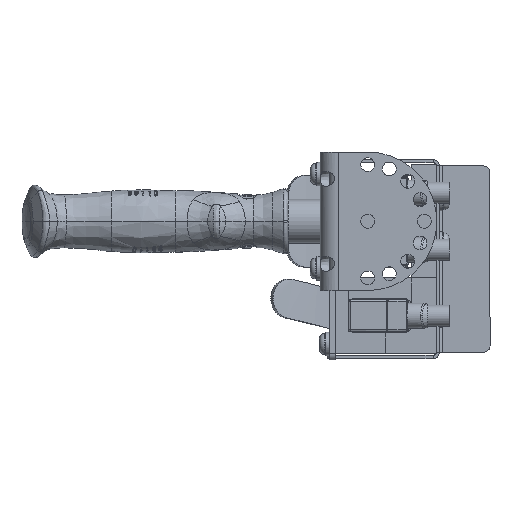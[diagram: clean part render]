
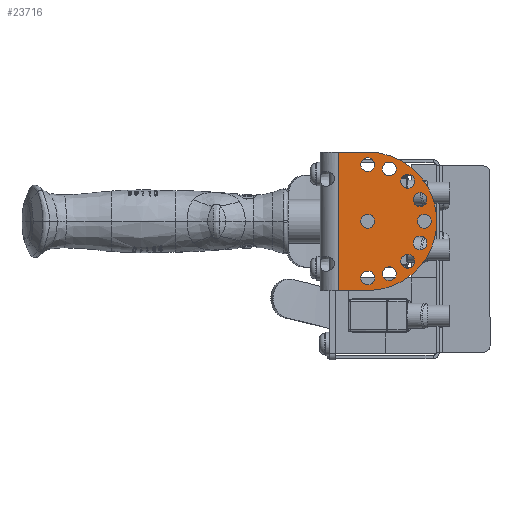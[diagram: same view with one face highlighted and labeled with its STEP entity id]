
A CAD part, front view. The second image highlights one B-rep face of the part: STEP entity #23716.
In plain terms, the highlighted planar face has unit normal (0, -1, 0).
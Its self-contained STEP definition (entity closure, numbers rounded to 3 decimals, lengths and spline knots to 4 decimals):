
#689=FACE_BOUND('',#4258,.T.);
#690=FACE_BOUND('',#4259,.T.);
#691=FACE_BOUND('',#4260,.T.);
#692=FACE_BOUND('',#4261,.T.);
#693=FACE_BOUND('',#4262,.T.);
#694=FACE_BOUND('',#4263,.T.);
#695=FACE_BOUND('',#4264,.T.);
#696=FACE_BOUND('',#4265,.T.);
#697=FACE_BOUND('',#4266,.T.);
#698=FACE_BOUND('',#4267,.T.);
#878=PLANE('',#25844);
#2883=FACE_OUTER_BOUND('',#4257,.T.);
#4257=EDGE_LOOP('',(#16176,#16177,#16178,#16179));
#4258=EDGE_LOOP('',(#16180));
#4259=EDGE_LOOP('',(#16181));
#4260=EDGE_LOOP('',(#16182));
#4261=EDGE_LOOP('',(#16183));
#4262=EDGE_LOOP('',(#16184));
#4263=EDGE_LOOP('',(#16185));
#4264=EDGE_LOOP('',(#16186));
#4265=EDGE_LOOP('',(#16187));
#4266=EDGE_LOOP('',(#16188));
#4267=EDGE_LOOP('',(#16189));
#5815=LINE('',#34289,#7322);
#5816=LINE('',#34291,#7323);
#5817=LINE('',#34292,#7324);
#7322=VECTOR('',#28194,0.2582);
#7323=VECTOR('',#28195,0.3937);
#7324=VECTOR('',#28196,0.2582);
#8807=CIRCLE('',#25793,0.1375);
#8810=CIRCLE('',#25797,0.1375);
#8813=CIRCLE('',#25801,0.1375);
#8816=CIRCLE('',#25805,0.1375);
#8819=CIRCLE('',#25809,0.1375);
#8822=CIRCLE('',#25813,0.1375);
#8825=CIRCLE('',#25817,0.1375);
#8828=CIRCLE('',#25821,0.1375);
#8831=CIRCLE('',#25825,0.1375);
#8834=CIRCLE('',#25829,0.1375);
#8840=CIRCLE('',#25842,1.375);
#9808=VERTEX_POINT('',#34178);
#9811=VERTEX_POINT('',#34186);
#9814=VERTEX_POINT('',#34194);
#9817=VERTEX_POINT('',#34202);
#9820=VERTEX_POINT('',#34210);
#9823=VERTEX_POINT('',#34218);
#9826=VERTEX_POINT('',#34226);
#9829=VERTEX_POINT('',#34234);
#9832=VERTEX_POINT('',#34242);
#9835=VERTEX_POINT('',#34250);
#9842=VERTEX_POINT('',#34279);
#9843=VERTEX_POINT('',#34280);
#9846=VERTEX_POINT('',#34288);
#9847=VERTEX_POINT('',#34290);
#12305=EDGE_CURVE('',#9808,#9808,#8807,.T.);
#12309=EDGE_CURVE('',#9811,#9811,#8810,.T.);
#12313=EDGE_CURVE('',#9814,#9814,#8813,.T.);
#12317=EDGE_CURVE('',#9817,#9817,#8816,.T.);
#12321=EDGE_CURVE('',#9820,#9820,#8819,.T.);
#12325=EDGE_CURVE('',#9823,#9823,#8822,.T.);
#12329=EDGE_CURVE('',#9826,#9826,#8825,.T.);
#12333=EDGE_CURVE('',#9829,#9829,#8828,.T.);
#12337=EDGE_CURVE('',#9832,#9832,#8831,.T.);
#12341=EDGE_CURVE('',#9835,#9835,#8834,.T.);
#12355=EDGE_CURVE('',#9842,#9843,#8840,.T.);
#12359=EDGE_CURVE('',#9846,#9843,#5815,.T.);
#12360=EDGE_CURVE('',#9846,#9847,#5816,.T.);
#12361=EDGE_CURVE('',#9847,#9842,#5817,.T.);
#16176=ORIENTED_EDGE('',*,*,#12355,.T.);
#16177=ORIENTED_EDGE('',*,*,#12359,.F.);
#16178=ORIENTED_EDGE('',*,*,#12360,.T.);
#16179=ORIENTED_EDGE('',*,*,#12361,.T.);
#16180=ORIENTED_EDGE('',*,*,#12305,.T.);
#16181=ORIENTED_EDGE('',*,*,#12309,.T.);
#16182=ORIENTED_EDGE('',*,*,#12313,.T.);
#16183=ORIENTED_EDGE('',*,*,#12317,.T.);
#16184=ORIENTED_EDGE('',*,*,#12321,.T.);
#16185=ORIENTED_EDGE('',*,*,#12325,.T.);
#16186=ORIENTED_EDGE('',*,*,#12329,.T.);
#16187=ORIENTED_EDGE('',*,*,#12333,.T.);
#16188=ORIENTED_EDGE('',*,*,#12337,.T.);
#16189=ORIENTED_EDGE('',*,*,#12341,.T.);
#23716=ADVANCED_FACE('',(#2883,#689,#690,#691,#692,#693,#694,#695,#696,
#697,#698),#878,.F.);
#25793=AXIS2_PLACEMENT_3D('',#34180,#28071,#28072);
#25797=AXIS2_PLACEMENT_3D('',#34188,#28080,#28081);
#25801=AXIS2_PLACEMENT_3D('',#34196,#28089,#28090);
#25805=AXIS2_PLACEMENT_3D('',#34204,#28098,#28099);
#25809=AXIS2_PLACEMENT_3D('',#34212,#28107,#28108);
#25813=AXIS2_PLACEMENT_3D('',#34220,#28116,#28117);
#25817=AXIS2_PLACEMENT_3D('',#34228,#28125,#28126);
#25821=AXIS2_PLACEMENT_3D('',#34236,#28134,#28135);
#25825=AXIS2_PLACEMENT_3D('',#34244,#28143,#28144);
#25829=AXIS2_PLACEMENT_3D('',#34252,#28152,#28153);
#25842=AXIS2_PLACEMENT_3D('',#34281,#28186,#28187);
#25844=AXIS2_PLACEMENT_3D('',#34287,#28192,#28193);
#28071=DIRECTION('center_axis',(0.,1.,0.));
#28072=DIRECTION('ref_axis',(1.,0.,0.));
#28080=DIRECTION('center_axis',(0.,1.,0.));
#28081=DIRECTION('ref_axis',(1.,0.,0.));
#28089=DIRECTION('center_axis',(0.,1.,0.));
#28090=DIRECTION('ref_axis',(1.,0.,0.));
#28098=DIRECTION('center_axis',(0.,1.,0.));
#28099=DIRECTION('ref_axis',(1.,0.,0.));
#28107=DIRECTION('center_axis',(0.,1.,0.));
#28108=DIRECTION('ref_axis',(1.,0.,0.));
#28116=DIRECTION('center_axis',(0.,1.,0.));
#28117=DIRECTION('ref_axis',(1.,0.,0.));
#28125=DIRECTION('center_axis',(0.,1.,0.));
#28126=DIRECTION('ref_axis',(1.,0.,0.));
#28134=DIRECTION('center_axis',(0.,1.,0.));
#28135=DIRECTION('ref_axis',(1.,0.,0.));
#28143=DIRECTION('center_axis',(0.,1.,0.));
#28144=DIRECTION('ref_axis',(1.,0.,0.));
#28152=DIRECTION('center_axis',(0.,1.,0.));
#28153=DIRECTION('ref_axis',(1.,0.,0.));
#28186=DIRECTION('center_axis',(0.,-1.,0.));
#28187=DIRECTION('ref_axis',(0.,0.,
1.));
#28192=DIRECTION('center_axis',(0.,1.,0.));
#28193=DIRECTION('ref_axis',(-1.,0.,0.));
#28194=DIRECTION('',(1.,0.,0.));
#28195=DIRECTION('',(0.,0.,-1.));
#28196=DIRECTION('',(1.,0.,0.));
#34178=CARTESIAN_POINT('',(1.6015,-1.7935,-0.7955));
#34180=CARTESIAN_POINT('Origin',(1.739,-1.7935,-0.7955));
#34186=CARTESIAN_POINT('',(1.8454,-1.7935,0.4305));
#34188=CARTESIAN_POINT('Origin',(1.9829,-1.7935,0.4305));
#34194=CARTESIAN_POINT('',(1.2365,-1.7935,1.0394));
#34196=CARTESIAN_POINT('Origin',(1.374,-1.7935,1.0394));
#34202=CARTESIAN_POINT('',(0.806,-1.7935,1.125));
#34204=CARTESIAN_POINT('Origin',(0.9435,-1.7935,1.125));
#34210=CARTESIAN_POINT('',(0.806,-1.7935,0.));
#34212=CARTESIAN_POINT('Origin',(0.9435,-1.7935,0.));
#34218=CARTESIAN_POINT('',(1.931,-1.7935,0.));
#34220=CARTESIAN_POINT('Origin',(2.0685,-1.7935,0.));
#34226=CARTESIAN_POINT('',(0.806,-1.7935,-1.125));
#34228=CARTESIAN_POINT('Origin',(0.9435,-1.7935,-1.125));
#34234=CARTESIAN_POINT('',(1.6015,-1.7935,0.7955));
#34236=CARTESIAN_POINT('Origin',(1.739,-1.7935,0.7955));
#34242=CARTESIAN_POINT('',(1.8454,-1.7935,-0.4305));
#34244=CARTESIAN_POINT('Origin',(1.9829,-1.7935,-0.4305));
#34250=CARTESIAN_POINT('',(1.2365,-1.7935,-1.0394));
#34252=CARTESIAN_POINT('Origin',(1.374,-1.7935,-1.0394));
#34279=CARTESIAN_POINT('',(0.9428,-1.7935,-1.375));
#34280=CARTESIAN_POINT('',(0.9428,-1.7935,1.375));
#34281=CARTESIAN_POINT('Origin',(0.9428,-1.7935,0.));
#34287=CARTESIAN_POINT('Origin',(-1.4819,-1.7935,0.));
#34288=CARTESIAN_POINT('',(0.3586,-1.7935,1.375));
#34289=CARTESIAN_POINT('',(-0.4525,-1.7935,1.375));
#34290=CARTESIAN_POINT('',(0.3586,-1.7935,-1.375));
#34291=CARTESIAN_POINT('',(0.3586,-1.7935,0.));
#34292=CARTESIAN_POINT('',(-0.4525,-1.7935,-1.375));
